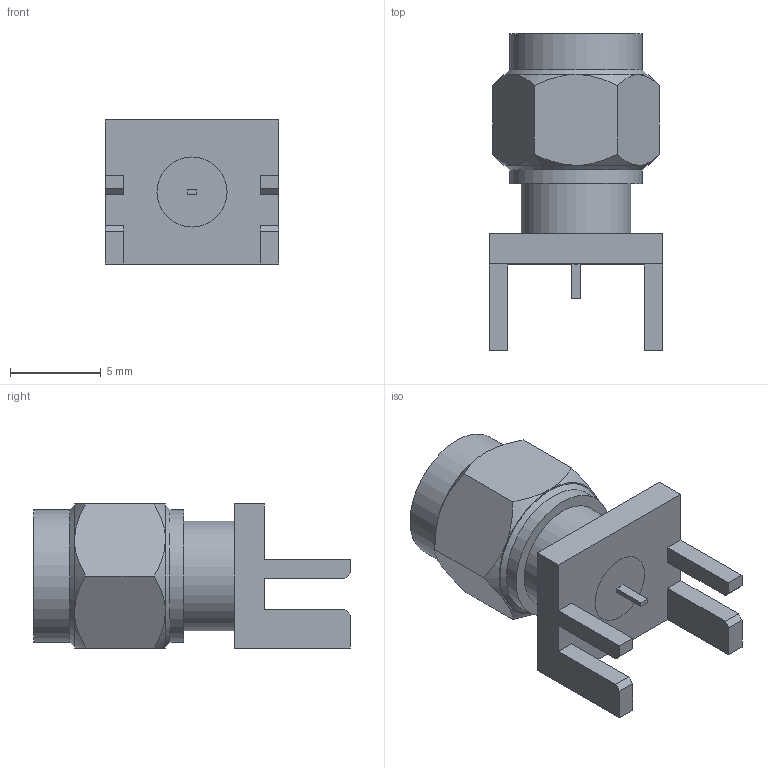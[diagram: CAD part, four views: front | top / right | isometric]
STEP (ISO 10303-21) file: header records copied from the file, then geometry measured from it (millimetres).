
FILE_DESCRIPTION(/* description */ (''),/* implementation_level */ '2;1');
FILE_NAME(/* name */ 'Cinch Connectivity Solutions 142-0801-811.stp',/* time_stamp */ '2019-06-05T19:29:36-04:00',/* author */ ('Ricardo'),/* organization */ (''),/* preprocessor_version */ 'ST-DEVELOPER v16.5',/* originating_system */ 'Autodesk Inventor 2017',/* authorisation */ '');
FILE_SCHEMA (('AUTOMOTIVE_DESIGN { 1 0 10303 214 3 1 1 }'));
Length unit declared in the file: millimetre
Products named in the file (5): Cinch Connectivity Solutions 142-0801-811; body; hex; pin; insulator
Assembly tree (4 placements, depth 2):
  Cinch Connectivity Solutions 142-0801-811
    body
    hex
    pin
    insulator
Bounding box: 9.53 x 17.42 x 7.92 mm (x, y, z)
Volume: 535.7 mm3; surface area: 1243.1 mm2
Topology: 5 solids, 5 shells, 73 faces, 174 edges, 131 vertices
Faces by surface type: plane 48, cone 15, cylinder 10
Full cylindrical faces by diameter (mm): 0.254 x1, 1 x1, 3.852 x2, 5.016 x2, 6.016 x2, 7.286 x2
Entity records: 2161 total; most frequent: CARTESIAN_POINT 416, DIRECTION 336, ORIENTED_EDGE 286, EDGE_CURVE 143, AXIS2_PLACEMENT_3D 119, VERTEX_POINT 99, LINE 98, VECTOR 98
